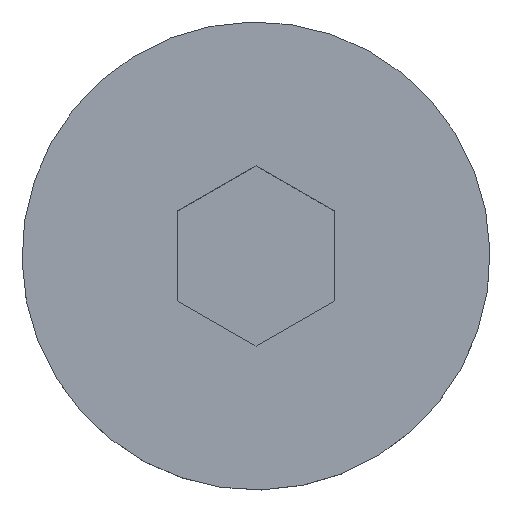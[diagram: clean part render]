
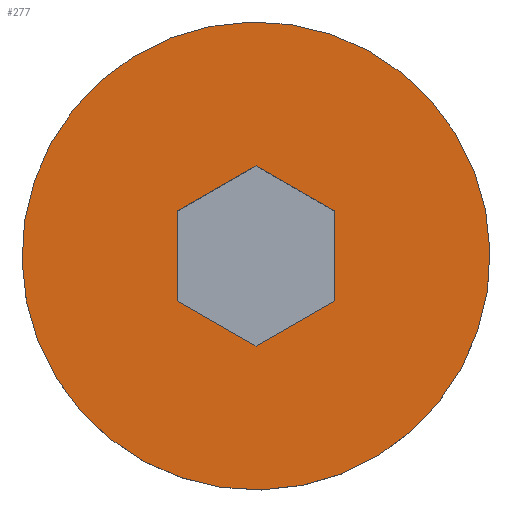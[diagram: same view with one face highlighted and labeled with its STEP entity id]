
A CAD part, top view. The second image highlights one B-rep face of the part: STEP entity #277.
In plain terms, the highlighted planar face has unit normal (0, 0, 1).
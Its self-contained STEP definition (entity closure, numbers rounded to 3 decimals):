
#249=AXIS2_PLACEMENT_3D('Plane Axis2P3D',#246,#247,#248) ;
#253=AXIS2_PLACEMENT_3D('Circle Axis2P3D',#251,#252,$) ;
#262=AXIS2_PLACEMENT_3D('Circle Axis2P3D',#260,#261,$) ;
#50=CARTESIAN_POINT('Vertex',(4.5,6.232,9.)) ;
#53=CARTESIAN_POINT('Line Origine',(3.75,5.799,9.)) ;
#57=CARTESIAN_POINT('Vertex',(3.,5.366,9.)) ;
#92=CARTESIAN_POINT('Line Origine',(3.,4.5,9.)) ;
#96=CARTESIAN_POINT('Vertex',(3.,3.634,9.)) ;
#128=CARTESIAN_POINT('Vertex',(6.,5.366,9.)) ;
#131=CARTESIAN_POINT('Line Origine',(5.25,5.799,9.)) ;
#183=CARTESIAN_POINT('Line Origine',(3.75,3.201,9.)) ;
#187=CARTESIAN_POINT('Vertex',(4.5,2.768,9.)) ;
#212=CARTESIAN_POINT('Vertex',(6.,3.634,9.)) ;
#215=CARTESIAN_POINT('Line Origine',(6.,4.5,9.)) ;
#233=CARTESIAN_POINT('Line Origine',(5.25,3.201,9.)) ;
#246=CARTESIAN_POINT('Axis2P3D Location',(4.5,4.5,9.)) ;
#251=CARTESIAN_POINT('Axis2P3D Location',(4.5,4.5,9.)) ;
#255=CARTESIAN_POINT('Vertex',(2.159,8.343,9.)) ;
#257=CARTESIAN_POINT('Vertex',(6.841,0.657,9.)) ;
#260=CARTESIAN_POINT('Axis2P3D Location',(4.5,4.5,9.)) ;
#54=DIRECTION('Vector Direction',(0.866,0.5,0.)) ;
#93=DIRECTION('Vector Direction',(0.,-1.,0.)) ;
#132=DIRECTION('Vector Direction',(0.866,-0.5,0.)) ;
#184=DIRECTION('Vector Direction',(0.866,-0.5,0.)) ;
#216=DIRECTION('Vector Direction',(0.,-1.,0.)) ;
#234=DIRECTION('Vector Direction',(0.866,0.5,0.)) ;
#247=DIRECTION('Axis2P3D Direction',(0.,-0.,-1.)) ;
#248=DIRECTION('Axis2P3D XDirection',(0.866,-0.5,0.)) ;
#252=DIRECTION('Axis2P3D Direction',(0.,-0.,-1.)) ;
#261=DIRECTION('Axis2P3D Direction',(0.,-0.,-1.)) ;
#55=VECTOR('Line Direction',#54,1.) ;
#94=VECTOR('Line Direction',#93,1.) ;
#133=VECTOR('Line Direction',#132,1.) ;
#185=VECTOR('Line Direction',#184,1.) ;
#217=VECTOR('Line Direction',#216,1.) ;
#235=VECTOR('Line Direction',#234,1.) ;
#266=ORIENTED_EDGE('',*,*,#259,.F.) ;
#267=ORIENTED_EDGE('',*,*,#264,.F.) ;
#270=ORIENTED_EDGE('',*,*,#59,.T.) ;
#271=ORIENTED_EDGE('',*,*,#135,.T.) ;
#272=ORIENTED_EDGE('',*,*,#219,.T.) ;
#273=ORIENTED_EDGE('',*,*,#237,.T.) ;
#274=ORIENTED_EDGE('',*,*,#189,.T.) ;
#275=ORIENTED_EDGE('',*,*,#98,.T.) ;
#276=FACE_BOUND('',#269,.T.) ;
#277=ADVANCED_FACE('K\X2\00F6\X0\rper.2 ( *SOL7 - wsp *MASTER -  )',(#268,#276),#250,.F.) ;
#254=CIRCLE('generated circle',#253,4.5) ;
#263=CIRCLE('generated circle',#262,4.5) ;
#59=EDGE_CURVE('',#58,#51,#56,.T.) ;
#98=EDGE_CURVE('',#97,#58,#95,.F.) ;
#135=EDGE_CURVE('',#51,#129,#134,.T.) ;
#189=EDGE_CURVE('',#188,#97,#186,.F.) ;
#219=EDGE_CURVE('',#129,#213,#218,.T.) ;
#237=EDGE_CURVE('',#213,#188,#236,.F.) ;
#259=EDGE_CURVE('',#256,#258,#254,.T.) ;
#264=EDGE_CURVE('',#258,#256,#263,.T.) ;
#265=EDGE_LOOP('',(#266,#267)) ;
#269=EDGE_LOOP('',(#270,#271,#272,#273,#274,#275)) ;
#268=FACE_OUTER_BOUND('',#265,.T.) ;
#56=LINE('Line',#53,#55) ;
#95=LINE('Line',#92,#94) ;
#134=LINE('Line',#131,#133) ;
#186=LINE('Line',#183,#185) ;
#218=LINE('Line',#215,#217) ;
#236=LINE('Line',#233,#235) ;
#250=PLANE('',#249) ;
#51=VERTEX_POINT('',#50) ;
#58=VERTEX_POINT('',#57) ;
#97=VERTEX_POINT('',#96) ;
#129=VERTEX_POINT('',#128) ;
#188=VERTEX_POINT('',#187) ;
#213=VERTEX_POINT('',#212) ;
#256=VERTEX_POINT('',#255) ;
#258=VERTEX_POINT('',#257) ;
